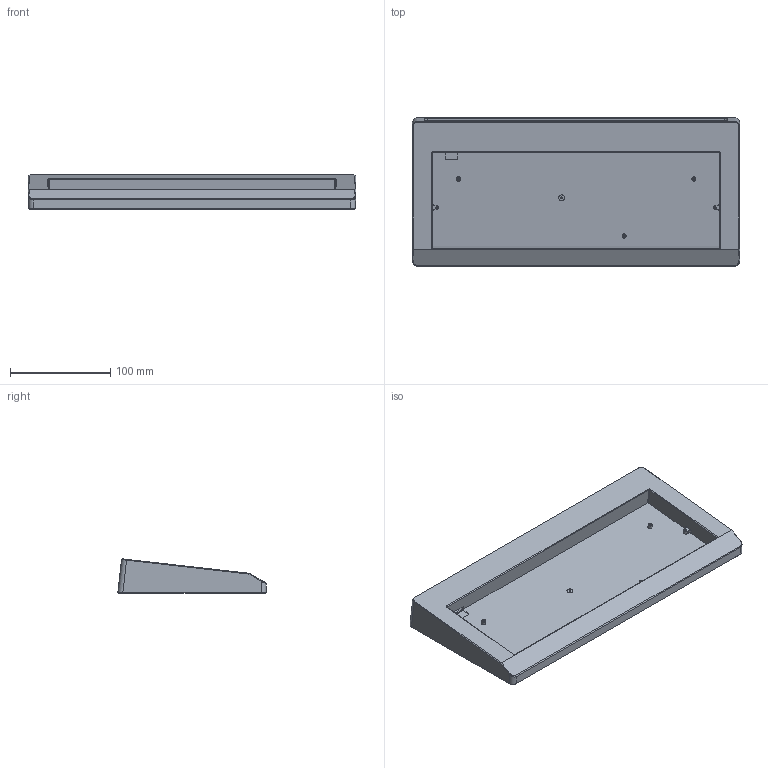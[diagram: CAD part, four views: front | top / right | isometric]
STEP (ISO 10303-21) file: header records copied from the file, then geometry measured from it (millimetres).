
FILE_DESCRIPTION(/* description */ (''),/* implementation_level */ '2;1');
FILE_NAME(/* name */ '',/* time_stamp */ '2023-08-04T09:46:56+09:00',/* author */ (''),/* organization */ (''),/* preprocessor_version */ 'ST-DEVELOPER v20',/* originating_system */ 'Autodesk Translation Framework v12.9.0.99',/* authorisation */ '');
FILE_SCHEMA (('AUTOMOTIVE_DESIGN { 1 0 10303 214 3 1 1 }'));
Length unit declared in the file: millimetre
Products named in the file (1): Bezelケース
Bounding box: 326.7 x 148.17 x 34.2 mm (x, y, z)
Volume: 716254.9 mm3; surface area: 134477.4 mm2
Topology: 1 solids, 1 shells, 138 faces, 314 edges, 198 vertices
Faces by surface type: plane 67, cylinder 49, cone 14, bspline 8
Full cylindrical faces by diameter (mm): 1.7 x6, 2.7 x3, 4 x3, 6 x1, 7.5 x4
Entity records: 4038 total; most frequent: CARTESIAN_POINT 873, DIRECTION 664, ORIENTED_EDGE 628, EDGE_CURVE 314, AXIS2_PLACEMENT_3D 239, VERTEX_POINT 198, LINE 186, VECTOR 186
